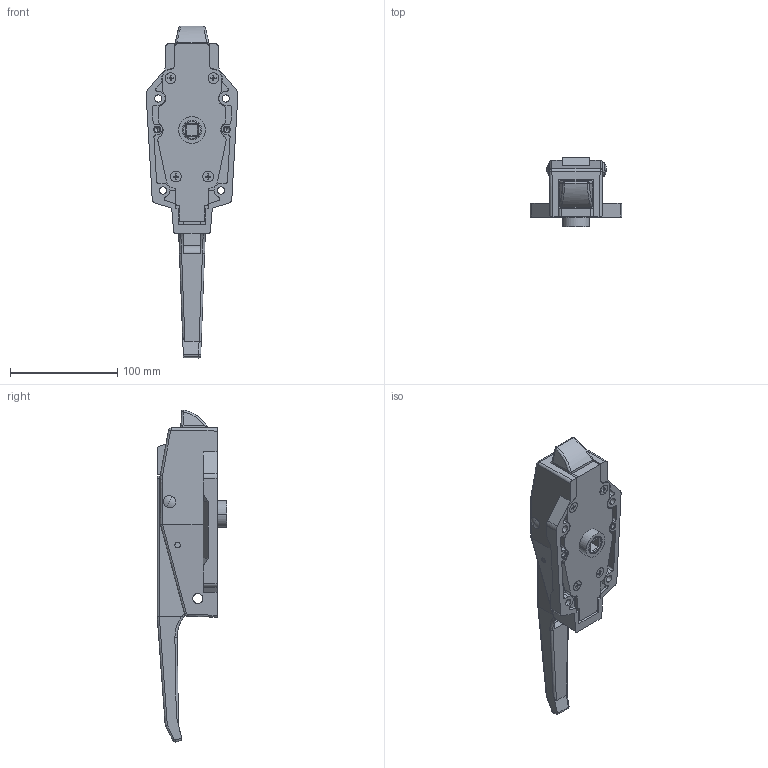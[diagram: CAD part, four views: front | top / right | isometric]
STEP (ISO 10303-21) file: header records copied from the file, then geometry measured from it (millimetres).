
FILE_DESCRIPTION (( 'STEP AP203' ), '1' );
FILE_NAME ('FA-601-F.STEP', '2019-04-10T09:15:15', ( '' ), ( '' ), 'SwSTEP 2.0', 'SolidWorks 2014', '' );
FILE_SCHEMA (( 'CONFIG_CONTROL_DESIGN' ));
Length unit declared in the file: millimetre
Products named in the file (9): 十字穴付皿小ねじ_内径基準ver1.02_M5×14十字穴付皿小ねじ; FA-601-F_ハンドル_公開用; FA-601-F_カシメピン; FA-601-F_ベース; FA-601-F; FA-601-F_ラッチ_; FA-601-F_主軸; FA-601-F_本体_公開用; FA-601-F_カム
Assembly tree (11 placements, depth 2):
  FA-601-F
    FA-601-F_ベース
    FA-601-F_本体_公開用
    FA-601-F_ハンドル_公開用
    FA-601-F_ラッチ_
    FA-601-F_カム
    FA-601-F_カシメピン
    FA-601-F_主軸
    十字穴付皿小ねじ_内径基準ver1.02_M5×14十字穴付皿小ねじ  x4
Bounding box: 85.68 x 65.1 x 310.21 mm (x, y, z)
Volume: 349719.2 mm3; surface area: 132768.6 mm2
Topology: 11 solids, 11 shells, 694 faces, 1857 edges, 1193 vertices
Faces by surface type: plane 350, cylinder 270, cone 42, bspline 20, sphere 7, torus 5
Entity records: 20013 total; most frequent: CARTESIAN_POINT 4258, ORIENTED_EDGE 3138, DIRECTION 3070, EDGE_CURVE 1569, AXIS2_PLACEMENT_3D 1053, VERTEX_POINT 1012, LINE 964, VECTOR 964
